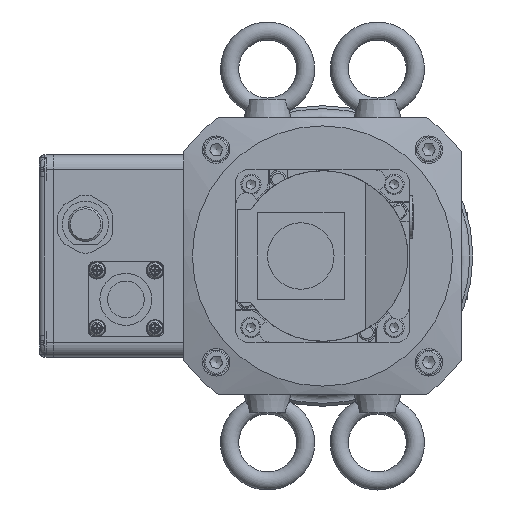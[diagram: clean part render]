
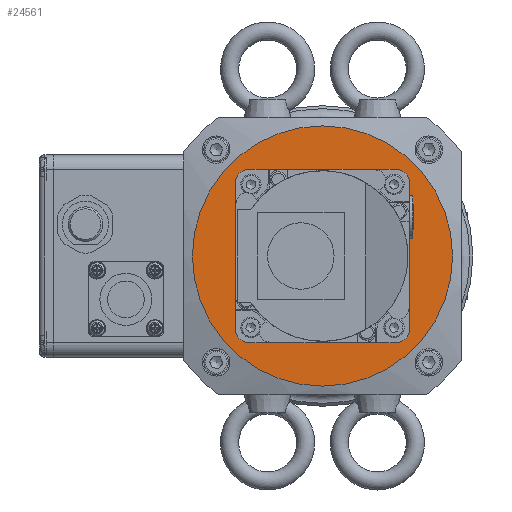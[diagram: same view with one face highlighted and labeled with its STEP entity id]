
A CAD part, left-side view. The second image highlights one B-rep face of the part: STEP entity #24561.
In plain terms, the highlighted planar face has unit normal (-1, 0, 0).
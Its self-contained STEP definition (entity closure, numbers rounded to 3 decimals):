
#622=FACE_BOUND('',#4688,.T.);
#1691=CIRCLE('',#26280,45.);
#1692=CIRCLE('',#26281,45.);
#1828=CIRCLE('',#26558,39.5);
#1829=CIRCLE('',#26559,39.5);
#1830=CIRCLE('',#26560,39.5);
#1831=CIRCLE('',#26561,39.5);
#3239=FACE_OUTER_BOUND('',#4687,.T.);
#4687=EDGE_LOOP('',(#17872,#17873));
#4688=EDGE_LOOP('',(#17874,#17875,#17876,#17877,#17878,#17879,#17880,#17881));
#6373=LINE('',#39961,#8070);
#6374=LINE('',#39965,#8071);
#6375=LINE('',#39969,#8072);
#6376=LINE('',#39972,#8073);
#8070=VECTOR('',#31379,10.);
#8071=VECTOR('',#31382,10.);
#8072=VECTOR('',#31385,10.);
#8073=VECTOR('',#31388,10.);
#9767=VERTEX_POINT('',#38854);
#9768=VERTEX_POINT('',#38855);
#10031=VERTEX_POINT('',#39957);
#10032=VERTEX_POINT('',#39958);
#10033=VERTEX_POINT('',#39960);
#10034=VERTEX_POINT('',#39962);
#10035=VERTEX_POINT('',#39964);
#10036=VERTEX_POINT('',#39966);
#10037=VERTEX_POINT('',#39968);
#10038=VERTEX_POINT('',#39970);
#12493=EDGE_CURVE('',#9767,#9768,#1691,.T.);
#12494=EDGE_CURVE('',#9768,#9767,#1692,.T.);
#12883=EDGE_CURVE('',#10031,#10032,#1828,.T.);
#12884=EDGE_CURVE('',#10032,#10033,#6373,.T.);
#12885=EDGE_CURVE('',#10033,#10034,#1829,.T.);
#12886=EDGE_CURVE('',#10034,#10035,#6374,.T.);
#12887=EDGE_CURVE('',#10035,#10036,#1830,.T.);
#12888=EDGE_CURVE('',#10036,#10037,#6375,.T.);
#12889=EDGE_CURVE('',#10037,#10038,#1831,.T.);
#12890=EDGE_CURVE('',#10038,#10031,#6376,.T.);
#17872=ORIENTED_EDGE('',*,*,#12493,.T.);
#17873=ORIENTED_EDGE('',*,*,#12494,.T.);
#17874=ORIENTED_EDGE('',*,*,#12883,.T.);
#17875=ORIENTED_EDGE('',*,*,#12884,.T.);
#17876=ORIENTED_EDGE('',*,*,#12885,.T.);
#17877=ORIENTED_EDGE('',*,*,#12886,.T.);
#17878=ORIENTED_EDGE('',*,*,#12887,.T.);
#17879=ORIENTED_EDGE('',*,*,#12888,.T.);
#17880=ORIENTED_EDGE('',*,*,#12889,.T.);
#17881=ORIENTED_EDGE('',*,*,#12890,.T.);
#22276=PLANE('',#26557);
#24561=ADVANCED_FACE('',(#3239,#622),#22276,.T.);
#26280=AXIS2_PLACEMENT_3D('',#38856,#30656,#30657);
#26281=AXIS2_PLACEMENT_3D('',#38857,#30658,#30659);
#26557=AXIS2_PLACEMENT_3D('',#39956,#31375,#31376);
#26558=AXIS2_PLACEMENT_3D('',#39959,#31377,#31378);
#26559=AXIS2_PLACEMENT_3D('',#39963,#31380,#31381);
#26560=AXIS2_PLACEMENT_3D('',#39967,#31383,#31384);
#26561=AXIS2_PLACEMENT_3D('',#39971,#31386,#31387);
#30656=DIRECTION('center_axis',(-1.,0.,0.));
#30657=DIRECTION('ref_axis',(0.,0.,
1.));
#30658=DIRECTION('center_axis',(-1.,0.,0.));
#30659=DIRECTION('ref_axis',(0.,0.,
1.));
#31375=DIRECTION('center_axis',(-1.,0.,0.));
#31376=DIRECTION('ref_axis',(0.,0.,
1.));
#31377=DIRECTION('center_axis',(1.,0.,0.));
#31378=DIRECTION('ref_axis',(0.,1.,0.));
#31379=DIRECTION('',(0.,-1.,0.));
#31380=DIRECTION('center_axis',(1.,0.,0.));
#31381=DIRECTION('ref_axis',(0.,-1.,0.));
#31382=DIRECTION('',(0.,0.,-1.));
#31383=DIRECTION('center_axis',(1.,0.,0.));
#31384=DIRECTION('ref_axis',(0.,-1.,0.));
#31385=DIRECTION('',(0.,1.,0.));
#31386=DIRECTION('center_axis',(1.,0.,0.));
#31387=DIRECTION('ref_axis',(0.,1.,0.));
#31388=DIRECTION('',(0.,0.,1.));
#38854=CARTESIAN_POINT('',(-670.5,-45.,0.));
#38855=CARTESIAN_POINT('',(-670.5,45.,0.));
#38856=CARTESIAN_POINT('Origin',(-670.5,0.,
0.));
#38857=CARTESIAN_POINT('Origin',(-670.5,0.,
0.));
#39956=CARTESIAN_POINT('Origin',(-670.5,-25.,0.));
#39957=CARTESIAN_POINT('',(-670.5,29.5,26.268));
#39958=CARTESIAN_POINT('',(-670.5,26.268,29.5));
#39959=CARTESIAN_POINT('Origin',(-670.5,0.,
0.));
#39960=CARTESIAN_POINT('',(-670.5,-26.268,29.5));
#39961=CARTESIAN_POINT('',(-670.5,-5.,29.5));
#39962=CARTESIAN_POINT('',(-670.5,-29.5,26.268));
#39963=CARTESIAN_POINT('Origin',(-670.5,0.,
0.));
#39964=CARTESIAN_POINT('',(-670.5,-29.5,-26.268));
#39965=CARTESIAN_POINT('',(-670.5,-29.5,7.5));
#39966=CARTESIAN_POINT('',(-670.5,-26.268,-29.5));
#39967=CARTESIAN_POINT('Origin',(-670.5,0.,
0.));
#39968=CARTESIAN_POINT('',(-670.5,26.268,-29.5));
#39969=CARTESIAN_POINT('',(-670.5,-20.,-29.5));
#39970=CARTESIAN_POINT('',(-670.5,29.5,-26.268));
#39971=CARTESIAN_POINT('Origin',(-670.5,0.,
0.));
#39972=CARTESIAN_POINT('',(-670.5,29.5,-7.5));
